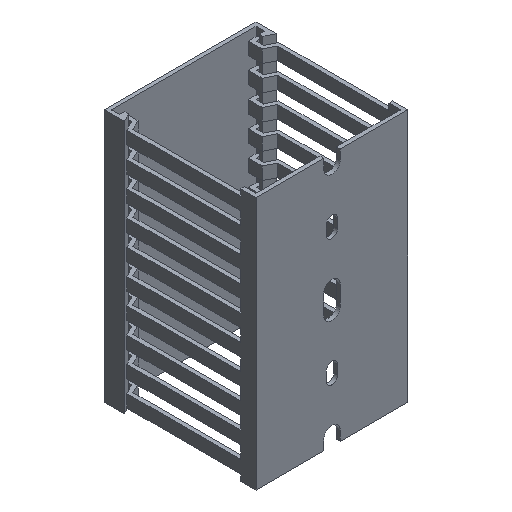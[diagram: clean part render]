
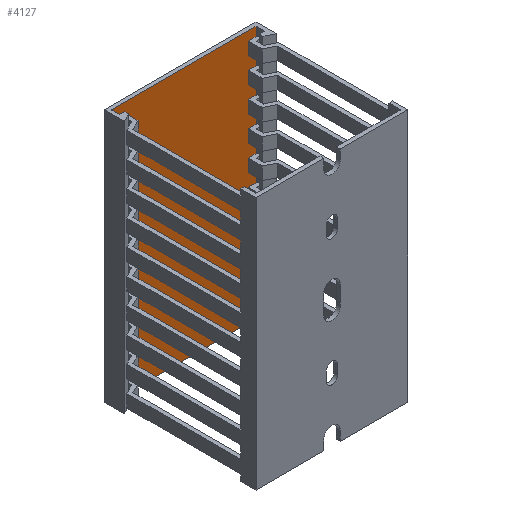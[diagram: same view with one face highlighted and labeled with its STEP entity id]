
A CAD part, isometric view. The second image highlights one B-rep face of the part: STEP entity #4127.
In plain terms, the highlighted planar face has unit normal (0, -1, 0).
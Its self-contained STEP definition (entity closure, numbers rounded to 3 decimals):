
#82 = EDGE_CURVE ( 'NONE', #3191, #4672, #1380, .T. ) ;
#109 = VECTOR ( 'NONE', #718, 1000. ) ;
#165 = DIRECTION ( 'NONE',  ( 1., 0., 0. ) ) ;
#511 = CARTESIAN_POINT ( 'NONE',  ( -28.5, 58.5, -100. ) ) ;
#718 = DIRECTION ( 'NONE',  ( 0., 0., 1. ) ) ;
#1050 = PLANE ( 'NONE',  #4240 ) ;
#1380 = LINE ( 'NONE', #3864, #5656 ) ;
#1739 = FACE_OUTER_BOUND ( 'NONE', #7281, .T. ) ;
#1750 = EDGE_CURVE ( 'NONE', #3896, #4672, #5001, .T. ) ;
#1765 = VECTOR ( 'NONE', #2560, 1000. ) ;
#1847 = VERTEX_POINT ( 'NONE', #2331 ) ;
#1941 = CARTESIAN_POINT ( 'NONE',  ( -28.5, 58.5, -100. ) ) ;
#2307 = DIRECTION ( 'NONE',  ( 0., 0., -1. ) ) ;
#2331 = CARTESIAN_POINT ( 'NONE',  ( -28.5, 58.5, -100. ) ) ;
#2560 = DIRECTION ( 'NONE',  ( 0., 0., 1. ) ) ;
#2746 = ORIENTED_EDGE ( 'NONE', *, *, #5117, .T. ) ;
#2841 = DIRECTION ( 'NONE',  ( 0., -1., 0. ) ) ;
#3149 = CARTESIAN_POINT ( 'NONE',  ( 28.5, 58.5, 0. ) ) ;
#3191 = VERTEX_POINT ( 'NONE', #4104 ) ;
#3197 = ORIENTED_EDGE ( 'NONE', *, *, #5500, .F. ) ;
#3255 = LINE ( 'NONE', #511, #6341 ) ;
#3864 = CARTESIAN_POINT ( 'NONE',  ( -28.5, 58.5, 0. ) ) ;
#3896 = VERTEX_POINT ( 'NONE', #5082 ) ;
#4104 = CARTESIAN_POINT ( 'NONE',  ( -28.5, 58.5, 0. ) ) ;
#4127 = ADVANCED_FACE ( 'NONE', ( #1739 ), #1050, .T. ) ;
#4240 = AXIS2_PLACEMENT_3D ( 'NONE', #6010, #2841, #2307 ) ;
#4515 = DIRECTION ( 'NONE',  ( 1., 0., 0. ) ) ;
#4672 = VERTEX_POINT ( 'NONE', #3149 ) ;
#5001 = LINE ( 'NONE', #7484, #1765 ) ;
#5082 = CARTESIAN_POINT ( 'NONE',  ( 28.5, 58.5, -100. ) ) ;
#5113 = LINE ( 'NONE', #1941, #109 ) ;
#5117 = EDGE_CURVE ( 'NONE', #1847, #3896, #3255, .T. ) ;
#5500 = EDGE_CURVE ( 'NONE', #1847, #3191, #5113, .T. ) ;
#5656 = VECTOR ( 'NONE', #4515, 1000. ) ;
#6010 = CARTESIAN_POINT ( 'NONE',  ( -28.5, 58.5, -100. ) ) ;
#6218 = ORIENTED_EDGE ( 'NONE', *, *, #82, .F. ) ;
#6341 = VECTOR ( 'NONE', #165, 1000. ) ;
#7182 = ORIENTED_EDGE ( 'NONE', *, *, #1750, .T. ) ;
#7281 = EDGE_LOOP ( 'NONE', ( #6218, #3197, #2746, #7182 ) ) ;
#7484 = CARTESIAN_POINT ( 'NONE',  ( 28.5, 58.5, -100. ) ) ;
